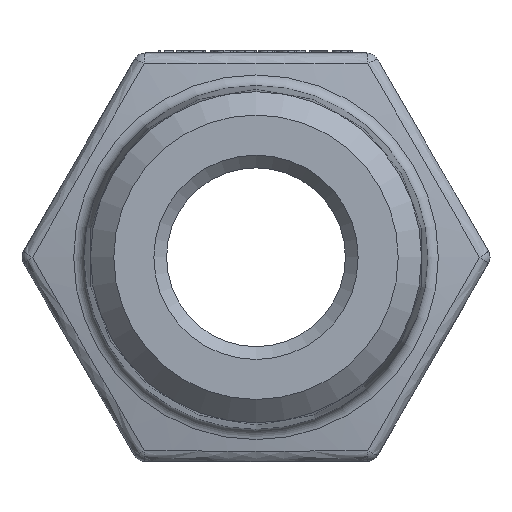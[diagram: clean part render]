
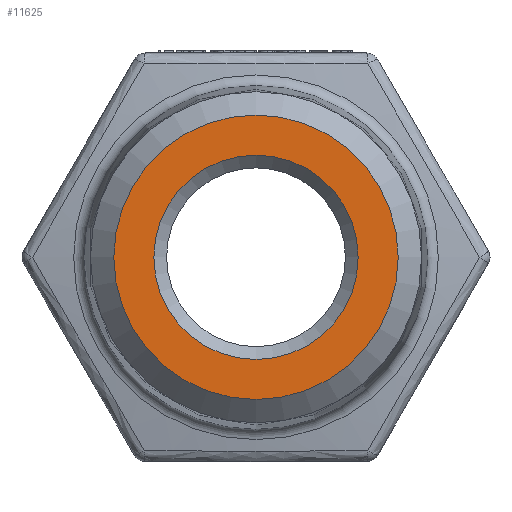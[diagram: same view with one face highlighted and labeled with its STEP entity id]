
A CAD part, left-side view. The second image highlights one B-rep face of the part: STEP entity #11625.
In plain terms, the highlighted planar face has unit normal (-1, 0, 0).
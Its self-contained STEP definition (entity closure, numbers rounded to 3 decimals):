
#177 = FACE_OUTER_BOUND ( 'NONE', #7641, .T. ) ;
#178 = FACE_BOUND ( 'NONE', #7670, .T. ) ;
#1421 = CIRCLE ( 'NONE', #11145, 4. ) ;
#1909 = DIRECTION ( 'NONE',  ( 0., 0., -1. ) ) ;
#1948 = DIRECTION ( 'NONE',  ( 1., 0., 0. ) ) ;
#1949 = CARTESIAN_POINT ( 'NONE',  ( -14., 0., 0. ) ) ;
#2121 = EDGE_CURVE ( 'NONE', #2750, #2750, #6691, .T. ) ;
#2750 = VERTEX_POINT ( 'NONE', #10633 ) ;
#2756 = VERTEX_POINT ( 'NONE', #10639 ) ;
#3035 = PLANE ( 'NONE',  #6985 ) ;
#3036 = CARTESIAN_POINT ( 'NONE',  ( -14., 6.455, 0. ) ) ;
#3037 = DIRECTION ( 'NONE',  ( 1., 0., 0. ) ) ;
#3038 = DIRECTION ( 'NONE',  ( 0., 0., -1. ) ) ;
#4922 = EDGE_CURVE ( 'NONE', #2756, #2756, #1421, .T. ) ;
#5633 = DIRECTION ( 'NONE',  ( 0., 0., -1. ) ) ;
#5975 = CARTESIAN_POINT ( 'NONE',  ( -14., 0., 0. ) ) ;
#6010 = DIRECTION ( 'NONE',  ( -1., 0., 0. ) ) ;
#6691 = CIRCLE ( 'NONE', #10752, 5.567 ) ;
#6985 = AXIS2_PLACEMENT_3D ( 'NONE', #3036, #3037, #3038 ) ;
#7306 = ORIENTED_EDGE ( 'NONE', *, *, #2121, .T. ) ;
#7641 = EDGE_LOOP ( 'NONE', ( #7306 ) ) ;
#7670 = EDGE_LOOP ( 'NONE', ( #7855 ) ) ;
#7855 = ORIENTED_EDGE ( 'NONE', *, *, #4922, .T. ) ;
#10633 = CARTESIAN_POINT ( 'NONE',  ( -14., 0., -5.567 ) ) ;
#10639 = CARTESIAN_POINT ( 'NONE',  ( -14., 0., -4. ) ) ;
#10752 = AXIS2_PLACEMENT_3D ( 'NONE', #5975, #6010, #5633 ) ;
#11145 = AXIS2_PLACEMENT_3D ( 'NONE', #1949, #1948, #1909 ) ;
#11625 = ADVANCED_FACE ( 'NONE', ( #177, #178 ), #3035, .F. ) ;
